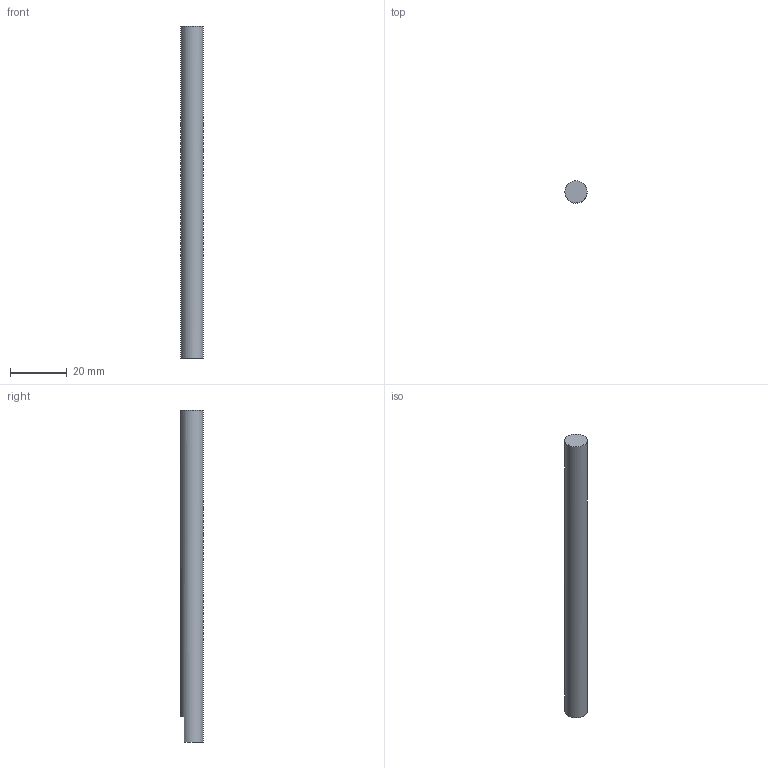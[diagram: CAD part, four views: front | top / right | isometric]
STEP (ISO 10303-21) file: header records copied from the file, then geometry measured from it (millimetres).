
FILE_DESCRIPTION(/* description */ ('ROD, M8 X 1.25 X 117.5mm, FLATTED END'),/* implementation_level */ '2;1');
FILE_NAME(/* name */ 'OH3A3-210_ROD, M8 X 1.25 X 117.5mm, FLATTED END_-_V19.step',/* time_stamp */ '2023-06-02T20:16:24-05:00',/* author */ (''),/* organization */ (''),/* preprocessor_version */ 'ST-DEVELOPER v19.2',/* originating_system */ 'Autodesk Translation Framework v12.4.0.73',/* authorisation */ '');
FILE_SCHEMA (('AUTOMOTIVE_DESIGN { 1 0 10303 214 3 1 1 }'));
Length unit declared in the file: millimetre
Products named in the file (1): OH3A3-210
Bounding box: 7.87 x 7.87 x 117.5 mm (x, y, z)
Volume: 5668.7 mm3; surface area: 2995 mm2
Topology: 1 solids, 1 shells, 5 faces, 9 edges, 6 vertices
Faces by surface type: plane 4, cylinder 1
Full cylindrical faces by diameter (mm): 7.866 x1
Entity records: 160 total; most frequent: DIRECTION 25, CARTESIAN_POINT 21, ORIENTED_EDGE 18, AXIS2_PLACEMENT_3D 10, EDGE_CURVE 9, VERTEX_POINT 6, FACE_OUTER_BOUND 5, EDGE_LOOP 5
